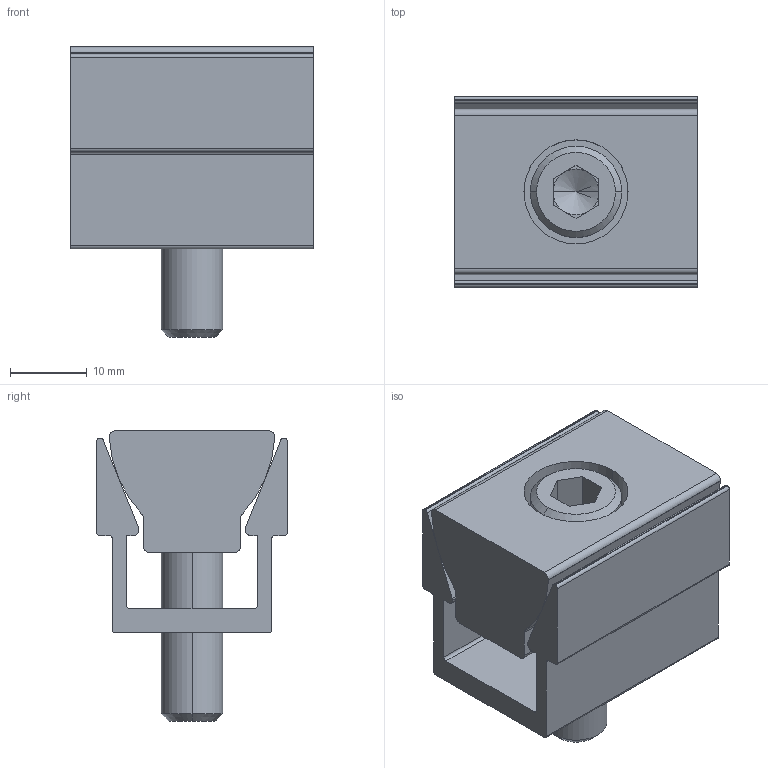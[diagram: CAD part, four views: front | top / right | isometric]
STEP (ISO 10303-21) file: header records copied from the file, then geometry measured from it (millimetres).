
FILE_DESCRIPTION (( 'STEP AP203' ), '1' );
FILE_NAME ('mbde08.STEP', '2021-10-26T02:37:51', ( '' ), ( '' ), 'SwSTEP 2.0', 'SolidWorks 2020', '' );
FILE_SCHEMA (( 'CONFIG_CONTROL_DESIGN' ));
Length unit declared in the file: millimetre
Products named in the file (4): mbde08_01; mbde08_03; mbde08_02; mbde08
Assembly tree (3 placements, depth 2):
  mbde08
    mbde08_01
    mbde08_02
    mbde08_03
Bounding box: 31.75 x 24.89 x 37.94 mm (x, y, z)
Volume: 14924.4 mm3; surface area: 9272.1 mm2
Topology: 3 solids, 3 shells, 80 faces, 204 edges, 131 vertices
Faces by surface type: plane 40, cylinder 34, cone 6
Entity records: 2838 total; most frequent: DIRECTION 452, CARTESIAN_POINT 419, ORIENTED_EDGE 404, EDGE_CURVE 202, AXIS2_PLACEMENT_3D 164, VERTEX_POINT 131, VECTOR 124, LINE 124
